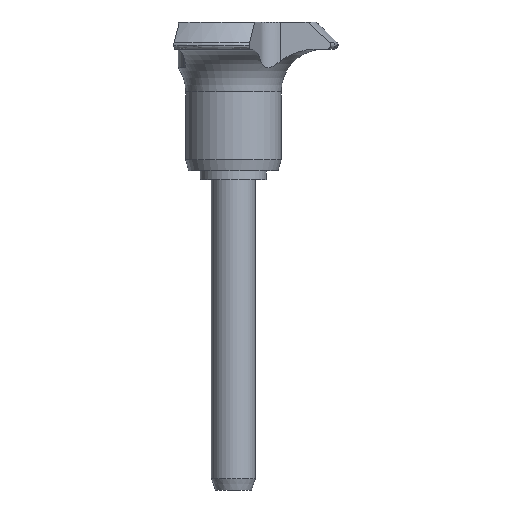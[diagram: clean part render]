
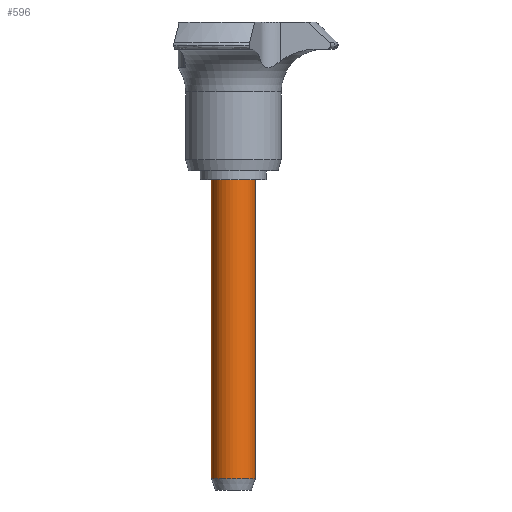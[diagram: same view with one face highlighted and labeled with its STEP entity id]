
A CAD part, front view. The second image highlights one B-rep face of the part: STEP entity #596.
In plain terms, the highlighted cylindrical face has radius 4 mm (diameter 8 mm), a partial arc.
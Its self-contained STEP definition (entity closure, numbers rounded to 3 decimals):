
#400=VERTEX_POINT('',#1028);
#424=EDGE_CURVE('',#400,#914,#1056,.T.);
#516=EDGE_CURVE('',#782,#914,#1157,.T.);
#538=EDGE_CURVE('',#400,#726,#1183,.T.);
#596=ADVANCED_FACE('',(#1247),#1248,.T.);
#716=EDGE_CURVE('',#782,#726,#1376,.T.);
#726=VERTEX_POINT('',#1388);
#782=VERTEX_POINT('',#1447);
#914=VERTEX_POINT('',#1591);
#1028=CARTESIAN_POINT('',(4.,0.,-0.986));
#1056=LINE('',#1882,#1883);
#1157=CIRCLE('',#2071,4.);
#1183=CIRCLE('',#2104,4.);
#1247=FACE_OUTER_BOUND('',#2241,.T.);
#1248=CYLINDRICAL_SURFACE('',#2242,4.);
#1376=LINE('',#2531,#2532);
#1388=CARTESIAN_POINT('',(-4.,0.,-0.986));
#1447=CARTESIAN_POINT('',(-4.,0.,-55.286));
#1591=CARTESIAN_POINT('',(4.,0.,-55.286));
#1882=CARTESIAN_POINT('',(4.,0.,-28.136));
#1883=VECTOR('',#3181,1.0);
#2071=AXIS2_PLACEMENT_3D('',#3285,#3286,#3287);
#2104=AXIS2_PLACEMENT_3D('',#3344,#3345,#3346);
#2241=EDGE_LOOP('',(#3430,#3431,#3432,#3433));
#2242=AXIS2_PLACEMENT_3D('',#3434,#3435,#3436);
#2531=CARTESIAN_POINT('',(-4.,0.,-28.136));
#2532=VECTOR('',#3557,1.0);
#3181=DIRECTION('',(-0.0,-0.0,-1.0));
#3285=CARTESIAN_POINT('',(0.,0.,-55.286));
#3286=DIRECTION('',(0.0,0.0,1.0));
#3287=DIRECTION('',(-1.0,0.,0.0));
#3344=CARTESIAN_POINT('',(0.,0.,-0.986));
#3345=DIRECTION('',(-0.0,0.0,-1.0));
#3346=DIRECTION('',(-1.0,0.,0.0));
#3430=ORIENTED_EDGE('',*,*,#716,.F.);
#3431=ORIENTED_EDGE('',*,*,#516,.T.);
#3432=ORIENTED_EDGE('',*,*,#424,.F.);
#3433=ORIENTED_EDGE('',*,*,#538,.T.);
#3434=CARTESIAN_POINT('',(0.,0.,-28.136));
#3435=DIRECTION('',(-0.0,-0.0,-1.0));
#3436=DIRECTION('',(-1.0,0.,0.0));
#3557=DIRECTION('',(0.0,0.0,1.0));
